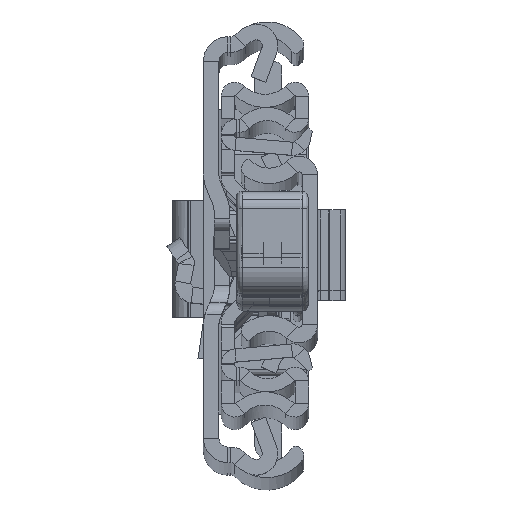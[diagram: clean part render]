
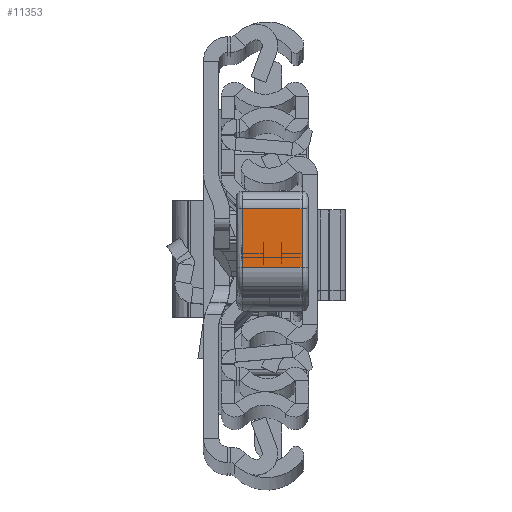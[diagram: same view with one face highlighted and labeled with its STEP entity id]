
A CAD part, top view. The second image highlights one B-rep face of the part: STEP entity #11353.
In plain terms, the highlighted face is planar.
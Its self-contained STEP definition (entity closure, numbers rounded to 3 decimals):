
#2029 = CARTESIAN_POINT ( 'NONE',  ( 39.55, -12.274, -11. ) ) ;
#2416 = ORIENTED_EDGE ( 'NONE', *, *, #20320, .F. ) ;
#4127 = VERTEX_POINT ( 'NONE', #22842 ) ;
#4440 = AXIS2_PLACEMENT_3D ( 'NONE', #2029, #20263, #28504 ) ;
#4910 = EDGE_CURVE ( 'NONE', #6622, #4127, #20025, .T. ) ;
#6622 = VERTEX_POINT ( 'NONE', #18455 ) ;
#6660 = EDGE_LOOP ( 'NONE', ( #30999, #24297, #29380, #2416 ) ) ;
#8596 = DIRECTION ( 'NONE',  ( 0.027, 1., 0. ) ) ;
#8888 = DIRECTION ( 'NONE',  ( 0., 0., 1. ) ) ;
#11092 = LINE ( 'NONE', #34884, #31069 ) ;
#11353 = ADVANCED_FACE ( 'NONE', ( #25266 ), #36962, .F. ) ;
#14831 = CARTESIAN_POINT ( 'NONE',  ( 39.55, -12.274, -11. ) ) ;
#15027 = CARTESIAN_POINT ( 'NONE',  ( 39.818, -2.465, 0. ) ) ;
#18455 = CARTESIAN_POINT ( 'NONE',  ( 39.55, -12.274, -10. ) ) ;
#20025 = LINE ( 'NONE', #14831, #26045 ) ;
#20263 = DIRECTION ( 'NONE',  ( -1., 0.027, 0. ) ) ;
#20320 = EDGE_CURVE ( 'NONE', #4127, #36253, #11092, .T. ) ;
#20808 = EDGE_CURVE ( 'NONE', #35524, #6622, #29262, .T. ) ;
#22368 = CARTESIAN_POINT ( 'NONE',  ( 39.818, -2.465, -10. ) ) ;
#22842 = CARTESIAN_POINT ( 'NONE',  ( 39.55, -12.274, 0. ) ) ;
#24297 = ORIENTED_EDGE ( 'NONE', *, *, #20808, .F. ) ;
#24388 = VECTOR ( 'NONE', #29643, 1000. ) ;
#25070 = DIRECTION ( 'NONE',  ( 0., 0., -1. ) ) ;
#25266 = FACE_OUTER_BOUND ( 'NONE', #6660, .T. ) ;
#26045 = VECTOR ( 'NONE', #8888, 1000. ) ;
#26379 = CARTESIAN_POINT ( 'NONE',  ( 39.55, -12.274, -10. ) ) ;
#28504 = DIRECTION ( 'NONE',  ( -0.027, -1., 0. ) ) ;
#29262 = LINE ( 'NONE', #26379, #24388 ) ;
#29380 = ORIENTED_EDGE ( 'NONE', *, *, #35543, .F. ) ;
#29643 = DIRECTION ( 'NONE',  ( -0.027, -1., 0. ) ) ;
#30824 = LINE ( 'NONE', #33703, #31228 ) ;
#30999 = ORIENTED_EDGE ( 'NONE', *, *, #4910, .F. ) ;
#31069 = VECTOR ( 'NONE', #8596, 1000. ) ;
#31228 = VECTOR ( 'NONE', #25070, 1000. ) ;
#33703 = CARTESIAN_POINT ( 'NONE',  ( 39.818, -2.465, -11. ) ) ;
#34884 = CARTESIAN_POINT ( 'NONE',  ( 39.55, -12.274, 0. ) ) ;
#35524 = VERTEX_POINT ( 'NONE', #22368 ) ;
#35543 = EDGE_CURVE ( 'NONE', #36253, #35524, #30824, .T. ) ;
#36253 = VERTEX_POINT ( 'NONE', #15027 ) ;
#36962 = PLANE ( 'NONE',  #4440 ) ;
